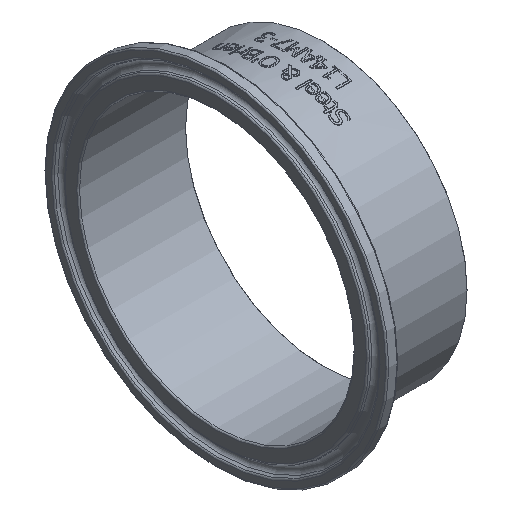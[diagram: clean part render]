
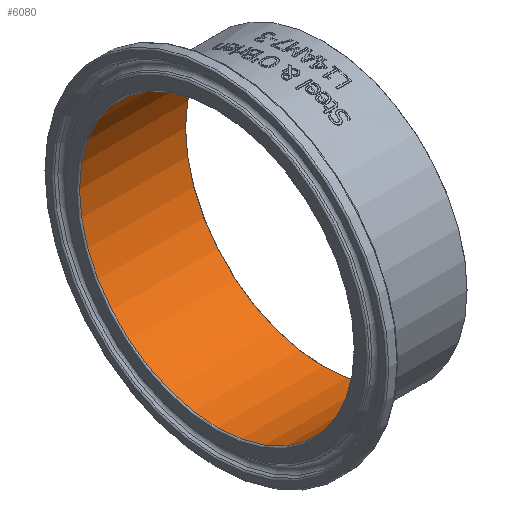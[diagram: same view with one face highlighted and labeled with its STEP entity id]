
A CAD part, isometric view. The second image highlights one B-rep face of the part: STEP entity #6080.
In plain terms, the highlighted cylindrical face has radius 36.449 mm (diameter 72.898 mm), a full revolution.
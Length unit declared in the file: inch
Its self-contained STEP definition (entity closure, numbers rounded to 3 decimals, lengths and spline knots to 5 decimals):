
#103=FACE_BOUND('',#1114,.T.);
#737=FACE_OUTER_BOUND('',#1113,.T.);
#1113=EDGE_LOOP('',(#5661));
#1114=EDGE_LOOP('',(#5662));
#2119=CIRCLE('',#6472,1.435);
#2121=CIRCLE('',#6476,1.435);
#2999=VERTEX_POINT('',#13046);
#3001=VERTEX_POINT('',#13052);
#3893=EDGE_CURVE('',#2999,#2999,#2119,.T.);
#3895=EDGE_CURVE('',#3001,#3001,#2121,.T.);
#5661=ORIENTED_EDGE('',*,*,#3895,.F.);
#5662=ORIENTED_EDGE('',*,*,#3893,.F.);
#5728=CYLINDRICAL_SURFACE('',#6475,1.435);
#6080=ADVANCED_FACE('',(#737,#103),#5728,.F.);
#6472=AXIS2_PLACEMENT_3D('',#13047,#7666,#7667);
#6475=AXIS2_PLACEMENT_3D('',#13051,#7672,#7673);
#6476=AXIS2_PLACEMENT_3D('',#13053,#7674,#7675);
#7666=DIRECTION('center_axis',(-1.,0.,0.));
#7667=DIRECTION('ref_axis',(0.,-1.,0.));
#7672=DIRECTION('center_axis',(1.,0.,0.));
#7673=DIRECTION('ref_axis',(0.,1.,0.));
#7674=DIRECTION('center_axis',(1.,0.,0.));
#7675=DIRECTION('ref_axis',(0.,-1.,0.));
#13046=CARTESIAN_POINT('',(1.12,1.435,0.));
#13047=CARTESIAN_POINT('Origin',(1.12,0.,0.));
#13051=CARTESIAN_POINT('Origin',(0.578,0.,0.));
#13052=CARTESIAN_POINT('',(0.015,1.435,0.));
#13053=CARTESIAN_POINT('Origin',(0.015,0.,0.));
